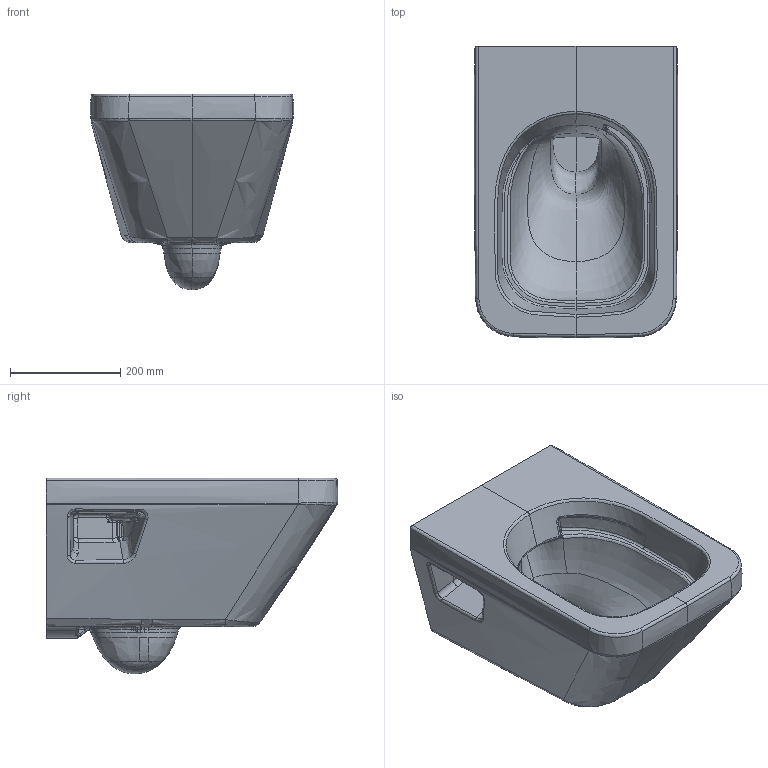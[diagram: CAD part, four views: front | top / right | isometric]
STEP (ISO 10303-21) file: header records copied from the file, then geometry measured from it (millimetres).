
FILE_DESCRIPTION(/* description */ (''),/* implementation_level */ '2;1');
FILE_NAME(/* name */ 'C5685C0_Architectura_Comunication_model.stp',/* time_stamp */ '2023-05-26T08:52:44+02:00',/* author */ (''),/* organization */ (''),/* preprocessor_version */ 'ST-DEVELOPER v18.1',/* originating_system */ 'SIEMENS PLM Software NX 1973',/* authorisation */ '');
FILE_SCHEMA (('AUTOMOTIVE_DESIGN { 1 0 10303 214 3 1 1 1 }'));
Products named in the file (1): Conz5FD4F3AA94pu
Bounding box: 369.9 x 529.79 x 355.72 mm (x, y, z)
Volume: 26856118.7 mm3; surface area: 928934.9 mm2
Topology: 1 solids, 1 shells, 363 faces, 886 edges, 505 vertices
Faces by surface type: bspline 354, sphere 4, plane 3, extrusion 2
Entity records: 45472 total; most frequent: CARTESIAN_POINT 40502, ORIENTED_EDGE 1728, EDGE_CURVE 864, B_SPLINE_CURVE_WITH_KNOTS 514, VERTEX_POINT 505, EDGE_LOOP 365, ADVANCED_FACE 363, FACE_OUTER_BOUND 361
